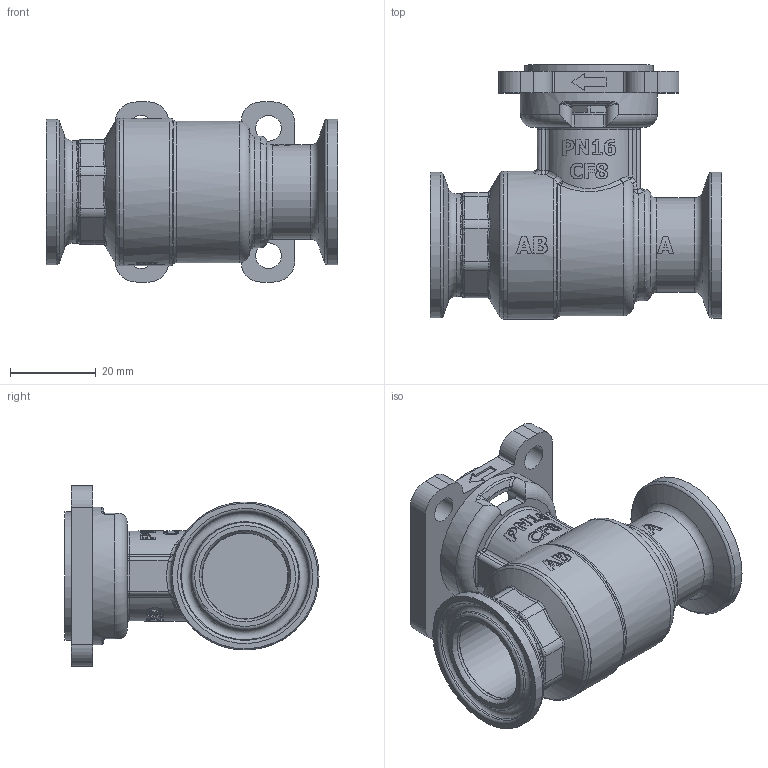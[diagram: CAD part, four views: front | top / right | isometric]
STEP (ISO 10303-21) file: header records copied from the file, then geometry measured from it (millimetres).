
FILE_DESCRIPTION(/* description */ (''),/* implementation_level */ '2;1');
FILE_NAME(/* name */ '14666-00CAD-DN20.stp',/* time_stamp */ '2025-02-24T11:38:52+08:00',/* author */ (''),/* organization */ ('BELIMO Automation AG'),/* preprocessor_version */ 'ST-DEVELOPER v18.102',/* originating_system */ 'SIEMENS PLM Software NX2206.8101',/* authorisation */ '');
FILE_SCHEMA (('AUTOMOTIVE_DESIGN { 1 0 10303 214 3 1 1 1 }'));
Length unit declared in the file: millimetre
Products named in the file (1): 14666-00CAD-DN20
Bounding box: 68 x 59.25 x 42 mm (x, y, z)
Volume: 59437.1 mm3; surface area: 21203.4 mm2
Topology: 3 solids, 5 shells, 669 faces, 1708 edges, 1074 vertices
Faces by surface type: plane 244, cylinder 211, torus 72, bspline 71, cone 38, extrusion 25, sphere 8
Full cylindrical faces by diameter (mm): 3.3 x1, 5 x1, 6 x4, 13.5 x1, 14.5 x1, 20 x1, 22 x1, 24 x1, 26 x1, 30 x1, 32 x2, 34 x2, 34.5 x2
Entity records: 23784 total; most frequent: CARTESIAN_POINT 8992, ORIENTED_EDGE 3262, DIRECTION 2706, EDGE_CURVE 1631, AXIS2_PLACEMENT_3D 1076, VERTEX_POINT 1055, EDGE_LOOP 766, ADVANCED_FACE 669
